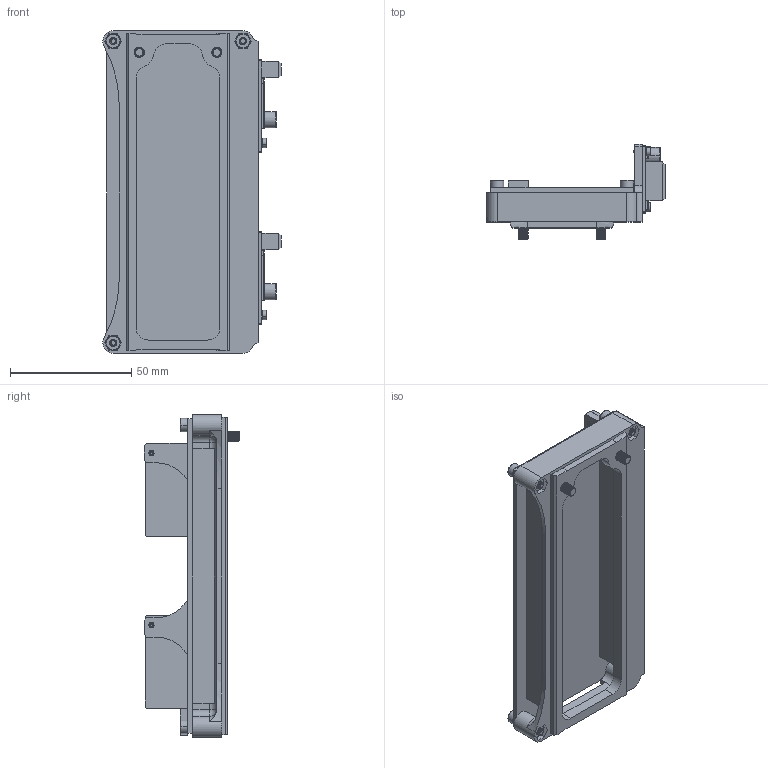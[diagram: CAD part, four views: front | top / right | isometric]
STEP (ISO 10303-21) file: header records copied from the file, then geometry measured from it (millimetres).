
FILE_DESCRIPTION (( 'STEP AP203' ), '1' );
FILE_NAME ('Electronics_Assembly.STEP', '2020-10-13T22:47:53', ( '' ), ( '' ), 'SwSTEP 2.0', 'SolidWorks 2019', '' );
FILE_SCHEMA (( 'CONFIG_CONTROL_DESIGN' ));
Length unit declared in the file: millimetre
Products named in the file (8): TI_Microcontroller_LAUNCHXL-F28379D; 2802-0004-0008; 90591A121_ZINC-PLATED STEEL HEX NUT_90591A121; Electronics_Assembly; 91290A119_BLACK-OXIDE CLASS 12.9 SOCKET HEAD CAP SCREW_91290A119; 3DPrinted_Electronics_Support; 91290A012_BLACK-OXIDE CLASS 12.9 SOCKET HEAD CAP SCREW_91290A012; Pololu_Motor_Carrier_VNH5019
Assembly tree (16 placements, depth 2):
  Electronics_Assembly
    3DPrinted_Electronics_Support
    Pololu_Motor_Carrier_VNH5019  x2
    TI_Microcontroller_LAUNCHXL-F28379D
    2802-0004-0008  x2
    91290A119_BLACK-OXIDE CLASS 12.9 SOCKET HEAD CAP SCREW_91290A119  x3
    90591A121_ZINC-PLATED STEEL HEX NUT_90591A121  x3
    91290A012_BLACK-OXIDE CLASS 12.9 SOCKET HEAD CAP SCREW_91290A012  x4
Bounding box: 73.5 x 39.5 x 132.9 mm (x, y, z)
Volume: 49944.2 mm3; surface area: 44534 mm2
Topology: 16 solids, 16 shells, 1242 faces, 3285 edges, 2101 vertices
Faces by surface type: cylinder 714, plane 284, cone 195, bspline 31, sphere 10, torus 8
Entity records: 23989 total; most frequent: CARTESIAN_POINT 10682, ORIENTED_EDGE 2842, DIRECTION 2292, EDGE_CURVE 1421, VERTEX_POINT 912, AXIS2_PLACEMENT_3D 816, LINE 660, VECTOR 660
